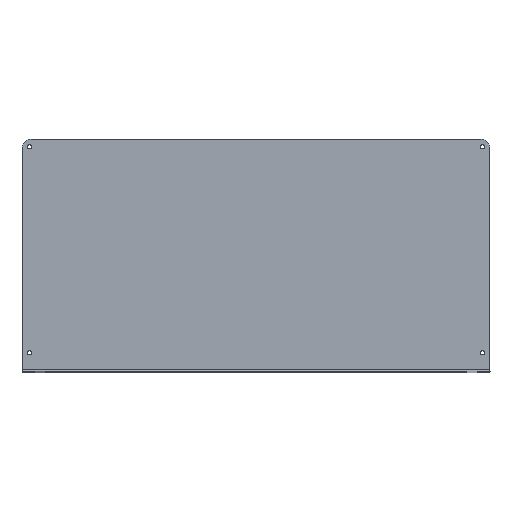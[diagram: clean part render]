
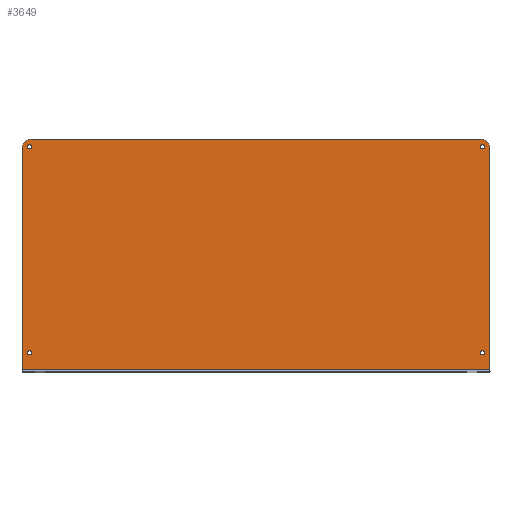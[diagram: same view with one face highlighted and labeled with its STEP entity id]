
A CAD part, front view. The second image highlights one B-rep face of the part: STEP entity #3649.
In plain terms, the highlighted planar face has unit normal (0, -1, 0).
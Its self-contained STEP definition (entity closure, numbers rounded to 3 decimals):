
#354=LINE('',#5840,#673);
#357=LINE('',#5849,#676);
#367=LINE('',#6072,#686);
#420=LINE('',#6235,#739);
#673=VECTOR('',#4822,10.);
#676=VECTOR('',#4833,10.);
#686=VECTOR('',#4859,10.);
#739=VECTOR('',#5028,10.);
#779=FACE_BOUND('',#1182,.T.);
#780=FACE_BOUND('',#1183,.T.);
#781=FACE_BOUND('',#1184,.T.);
#782=FACE_BOUND('',#1185,.T.);
#964=FACE_OUTER_BOUND('',#1181,.T.);
#1181=EDGE_LOOP('',(#3177,#3178,#3179,#3180,#3181,#3182));
#1182=EDGE_LOOP('',(#3183,#3184));
#1183=EDGE_LOOP('',(#3185,#3186));
#1184=EDGE_LOOP('',(#3187,#3188));
#1185=EDGE_LOOP('',(#3189,#3190));
#1320=CIRCLE('',#3941,10.);
#1321=CIRCLE('',#3945,10.);
#1354=CIRCLE('',#4014,2.25);
#1355=CIRCLE('',#4015,2.25);
#1356=CIRCLE('',#4017,2.25);
#1357=CIRCLE('',#4018,2.25);
#1358=CIRCLE('',#4020,2.25);
#1359=CIRCLE('',#4021,2.25);
#1360=CIRCLE('',#4023,2.25);
#1361=CIRCLE('',#4024,2.25);
#1618=VERTEX_POINT('',#5832);
#1619=VERTEX_POINT('',#5833);
#1620=VERTEX_POINT('',#5838);
#1621=VERTEX_POINT('',#5843);
#1622=VERTEX_POINT('',#5847);
#1630=VERTEX_POINT('',#5963);
#1686=VERTEX_POINT('',#6237);
#1687=VERTEX_POINT('',#6238);
#1688=VERTEX_POINT('',#6243);
#1689=VERTEX_POINT('',#6244);
#1690=VERTEX_POINT('',#6249);
#1691=VERTEX_POINT('',#6250);
#1692=VERTEX_POINT('',#6255);
#1693=VERTEX_POINT('',#6256);
#2073=EDGE_CURVE('',#1618,#1619,#1320,.T.);
#2077=EDGE_CURVE('',#1620,#1618,#354,.T.);
#2078=EDGE_CURVE('',#1621,#1620,#1321,.T.);
#2081=EDGE_CURVE('',#1622,#1621,#357,.T.);
#2099=EDGE_CURVE('',#1622,#1630,#367,.T.);
#2180=EDGE_CURVE('',#1619,#1630,#420,.T.);
#2181=EDGE_CURVE('',#1686,#1687,#1354,.T.);
#2182=EDGE_CURVE('',#1687,#1686,#1355,.T.);
#2184=EDGE_CURVE('',#1688,#1689,#1356,.T.);
#2185=EDGE_CURVE('',#1689,#1688,#1357,.T.);
#2187=EDGE_CURVE('',#1690,#1691,#1358,.T.);
#2188=EDGE_CURVE('',#1691,#1690,#1359,.T.);
#2190=EDGE_CURVE('',#1692,#1693,#1360,.T.);
#2191=EDGE_CURVE('',#1693,#1692,#1361,.T.);
#3177=ORIENTED_EDGE('',*,*,#2073,.F.);
#3178=ORIENTED_EDGE('',*,*,#2077,.F.);
#3179=ORIENTED_EDGE('',*,*,#2078,.F.);
#3180=ORIENTED_EDGE('',*,*,#2081,.F.);
#3181=ORIENTED_EDGE('',*,*,#2099,.T.);
#3182=ORIENTED_EDGE('',*,*,#2180,.F.);
#3183=ORIENTED_EDGE('',*,*,#2190,.T.);
#3184=ORIENTED_EDGE('',*,*,#2191,.T.);
#3185=ORIENTED_EDGE('',*,*,#2187,.T.);
#3186=ORIENTED_EDGE('',*,*,#2188,.T.);
#3187=ORIENTED_EDGE('',*,*,#2184,.T.);
#3188=ORIENTED_EDGE('',*,*,#2185,.T.);
#3189=ORIENTED_EDGE('',*,*,#2181,.T.);
#3190=ORIENTED_EDGE('',*,*,#2182,.T.);
#3284=PLANE('',#4025);
#3649=ADVANCED_FACE('',(#964,#779,#780,#781,#782),#3284,.T.);
#3941=AXIS2_PLACEMENT_3D('',#5834,#4815,#4816);
#3945=AXIS2_PLACEMENT_3D('',#5844,#4827,#4828);
#4014=AXIS2_PLACEMENT_3D('',#6239,#5031,#5032);
#4015=AXIS2_PLACEMENT_3D('',#6240,#5033,#5034);
#4017=AXIS2_PLACEMENT_3D('',#6245,#5038,#5039);
#4018=AXIS2_PLACEMENT_3D('',#6246,#5040,#5041);
#4020=AXIS2_PLACEMENT_3D('',#6251,#5045,#5046);
#4021=AXIS2_PLACEMENT_3D('',#6252,#5047,#5048);
#4023=AXIS2_PLACEMENT_3D('',#6257,#5052,#5053);
#4024=AXIS2_PLACEMENT_3D('',#6258,#5054,#5055);
#4025=AXIS2_PLACEMENT_3D('',#6260,#5057,#5058);
#4815=DIRECTION('center_axis',(0.,1.,0.));
#4816=DIRECTION('ref_axis',(0.707,0.,0.707));
#4822=DIRECTION('',(1.,0.,0.));
#4827=DIRECTION('center_axis',(0.,1.,0.));
#4828=DIRECTION('ref_axis',(-0.707,0.,0.707));
#4833=DIRECTION('',(0.,0.,1.));
#4859=DIRECTION('',(1.,0.,0.));
#5028=DIRECTION('',(0.,0.,-1.));
#5031=DIRECTION('center_axis',(0.,1.,0.));
#5032=DIRECTION('ref_axis',(1.,0.,0.));
#5033=DIRECTION('center_axis',(0.,1.,0.));
#5034=DIRECTION('ref_axis',(1.,0.,0.));
#5038=DIRECTION('center_axis',(0.,1.,0.));
#5039=DIRECTION('ref_axis',(1.,0.,0.));
#5040=DIRECTION('center_axis',(0.,1.,0.));
#5041=DIRECTION('ref_axis',(1.,0.,0.));
#5045=DIRECTION('center_axis',(0.,1.,0.));
#5046=DIRECTION('ref_axis',(1.,0.,0.));
#5047=DIRECTION('center_axis',(0.,1.,0.));
#5048=DIRECTION('ref_axis',(1.,0.,0.));
#5052=DIRECTION('center_axis',(0.,1.,0.));
#5053=DIRECTION('ref_axis',(1.,0.,0.));
#5054=DIRECTION('center_axis',(0.,1.,0.));
#5055=DIRECTION('ref_axis',(1.,0.,0.));
#5057=DIRECTION('center_axis',(0.,-1.,0.));
#5058=DIRECTION('ref_axis',(1.,0.,0.));
#5832=CARTESIAN_POINT('',(240.,-111.614,249.386));
#5833=CARTESIAN_POINT('',(250.,-111.614,239.386));
#5834=CARTESIAN_POINT('Origin',(240.,-111.614,239.386));
#5838=CARTESIAN_POINT('',(-240.,-111.614,249.386));
#5840=CARTESIAN_POINT('',(250.,-111.614,249.386));
#5843=CARTESIAN_POINT('',(-250.,-111.614,239.386));
#5844=CARTESIAN_POINT('Origin',(-240.,-111.614,239.386));
#5847=CARTESIAN_POINT('',(-250.,-111.614,3.));
#5849=CARTESIAN_POINT('',(-250.,-111.614,249.386));
#5963=CARTESIAN_POINT('',(250.,-111.614,3.));
#6072=CARTESIAN_POINT('',(125.,-111.614,3.));
#6235=CARTESIAN_POINT('',(250.,-111.614,1.386));
#6237=CARTESIAN_POINT('',(-239.75,-111.614,21.386));
#6238=CARTESIAN_POINT('',(-244.25,-111.614,21.386));
#6239=CARTESIAN_POINT('Origin',(-242.,-111.614,21.386));
#6240=CARTESIAN_POINT('Origin',(-242.,-111.614,21.386));
#6243=CARTESIAN_POINT('',(244.25,-111.614,241.386));
#6244=CARTESIAN_POINT('',(239.75,-111.614,241.386));
#6245=CARTESIAN_POINT('Origin',(242.,-111.614,241.386));
#6246=CARTESIAN_POINT('Origin',(242.,-111.614,241.386));
#6249=CARTESIAN_POINT('',(-239.75,-111.614,241.386));
#6250=CARTESIAN_POINT('',(-244.25,-111.614,241.386));
#6251=CARTESIAN_POINT('Origin',(-242.,-111.614,241.386));
#6252=CARTESIAN_POINT('Origin',(-242.,-111.614,241.386));
#6255=CARTESIAN_POINT('',(244.25,-111.614,21.386));
#6256=CARTESIAN_POINT('',(239.75,-111.614,21.386));
#6257=CARTESIAN_POINT('Origin',(242.,-111.614,21.386));
#6258=CARTESIAN_POINT('Origin',(242.,-111.614,21.386));
#6260=CARTESIAN_POINT('Origin',(0.,-111.614,
115.693));
